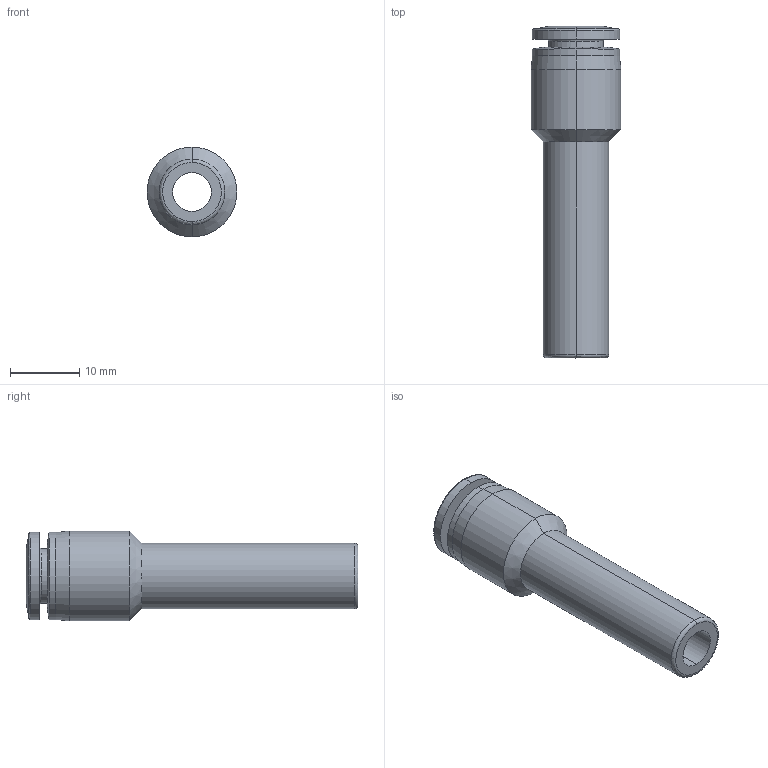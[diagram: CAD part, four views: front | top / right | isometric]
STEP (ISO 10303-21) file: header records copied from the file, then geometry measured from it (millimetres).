
FILE_DESCRIPTION (( 'STEP AP214' ), '1' );
FILE_NAME ('PR38-14.step', '2016-02-24T20:47:26', ( '' ), ( '' ), 'SwSTEP 2.0', 'SolidWorks 2015', '' );
FILE_SCHEMA (( 'AUTOMOTIVE_DESIGN' ));
Length unit declared in the file: inch
Products named in the file (1): PR38-14
Bounding box: 13 x 48 x 13 mm (x, y, z)
Volume: 2885.4 mm3; surface area: 2758.3 mm2
Topology: 1 solids, 1 shells, 36 faces, 74 edges, 42 vertices
Faces by surface type: cylinder 14, cone 10, bspline 6, plane 4, torus 2
Entity records: 1528 total; most frequent: CARTESIAN_POINT 249, DIRECTION 182, ORIENTED_EDGE 148, AXIS2_PLACEMENT_3D 79, EDGE_CURVE 74, CIRCLE 48, VERTEX_POINT 42, EDGE_LOOP 40
